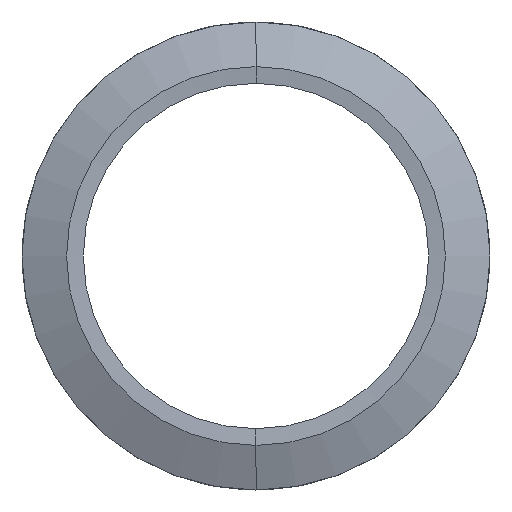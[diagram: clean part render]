
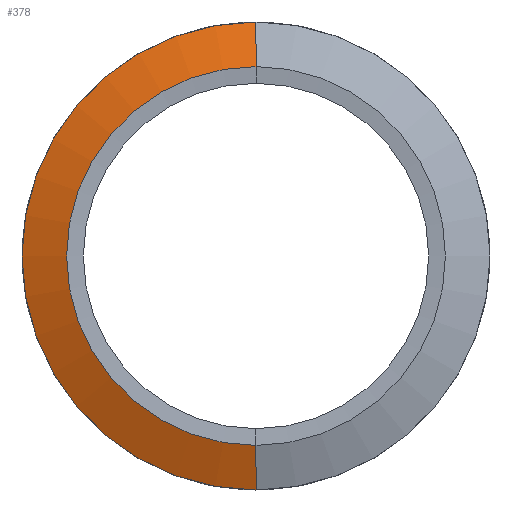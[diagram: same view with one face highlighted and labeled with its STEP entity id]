
A CAD part, left-side view. The second image highlights one B-rep face of the part: STEP entity #378.
In plain terms, the highlighted conical face has half-angle 68.78 degrees and reference radius 21 mm.
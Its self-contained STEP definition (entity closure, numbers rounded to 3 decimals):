
#14 = DIRECTION ( 'NONE',  ( -1., 0., 0. ) ) ;
#15 = CARTESIAN_POINT ( 'NONE',  ( 1.4, 0., 0. ) ) ;
#34 = VERTEX_POINT ( 'NONE', #203 ) ;
#46 = AXIS2_PLACEMENT_3D ( 'NONE', #15, #109, #858 ) ;
#58 = DIRECTION ( 'NONE',  ( 0.362, 0., -0.932 ) ) ;
#65 = ORIENTED_EDGE ( 'NONE', *, *, #1035, .F. ) ;
#109 = DIRECTION ( 'NONE',  ( 1., 0., 0. ) ) ;
#155 = CARTESIAN_POINT ( 'NONE',  ( 1.4, 0., 21. ) ) ;
#188 = EDGE_LOOP ( 'NONE', ( #258, #742, #975, #65 ) ) ;
#203 = CARTESIAN_POINT ( 'NONE',  ( -0.153, 0., 17. ) ) ;
#236 = LINE ( 'NONE', #155, #237 ) ;
#237 = VECTOR ( 'NONE', #489, 1000. ) ;
#239 = CARTESIAN_POINT ( 'NONE',  ( 1.4, 0., -21. ) ) ;
#258 = ORIENTED_EDGE ( 'NONE', *, *, #807, .F. ) ;
#289 = AXIS2_PLACEMENT_3D ( 'NONE', #512, #14, #343 ) ;
#307 = EDGE_CURVE ( 'NONE', #34, #946, #236, .T. ) ;
#311 = CARTESIAN_POINT ( 'NONE',  ( 1.4, 0., -21. ) ) ;
#329 = CIRCLE ( 'NONE', #944, 21. ) ;
#334 = CARTESIAN_POINT ( 'NONE',  ( -0.153, 0., -17. ) ) ;
#343 = DIRECTION ( 'NONE',  ( 0., 0., 1. ) ) ;
#349 = VERTEX_POINT ( 'NONE', #334 ) ;
#378 = ADVANCED_FACE ( 'NONE', ( #602 ), #885, .T. ) ;
#389 = DIRECTION ( 'NONE',  ( 0., 0., 1. ) ) ;
#489 = DIRECTION ( 'NONE',  ( 0.362, 0., 0.932 ) ) ;
#512 = CARTESIAN_POINT ( 'NONE',  ( -0.153, 0., 0. ) ) ;
#602 = FACE_OUTER_BOUND ( 'NONE', #188, .T. ) ;
#618 = VECTOR ( 'NONE', #58, 1000. ) ;
#658 = CIRCLE ( 'NONE', #289, 17. ) ;
#742 = ORIENTED_EDGE ( 'NONE', *, *, #307, .T. ) ;
#743 = CARTESIAN_POINT ( 'NONE',  ( 1.4, 0., 21. ) ) ;
#807 = EDGE_CURVE ( 'NONE', #34, #349, #658, .T. ) ;
#858 = DIRECTION ( 'NONE',  ( 0., 0., -1. ) ) ;
#885 = CONICAL_SURFACE ( 'NONE', #46, 21., 1.2 ) ;
#897 = CARTESIAN_POINT ( 'NONE',  ( 1.4, 0., 0. ) ) ;
#904 = LINE ( 'NONE', #311, #618 ) ;
#940 = VERTEX_POINT ( 'NONE', #239 ) ;
#944 = AXIS2_PLACEMENT_3D ( 'NONE', #897, #988, #389 ) ;
#946 = VERTEX_POINT ( 'NONE', #743 ) ;
#975 = ORIENTED_EDGE ( 'NONE', *, *, #994, .T. ) ;
#988 = DIRECTION ( 'NONE',  ( -1., 0., 0. ) ) ;
#994 = EDGE_CURVE ( 'NONE', #946, #940, #329, .T. ) ;
#1035 = EDGE_CURVE ( 'NONE', #349, #940, #904, .T. ) ;
